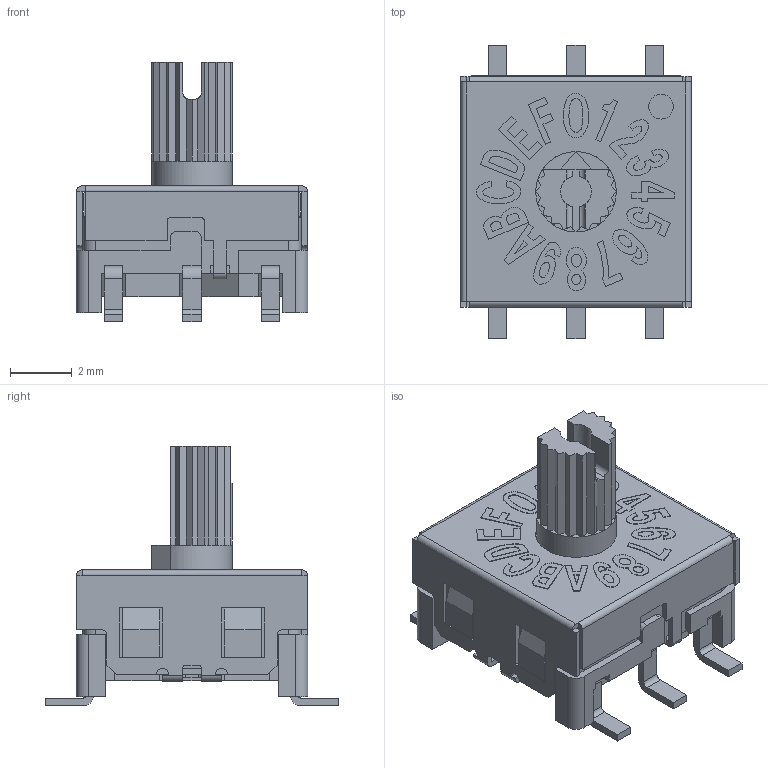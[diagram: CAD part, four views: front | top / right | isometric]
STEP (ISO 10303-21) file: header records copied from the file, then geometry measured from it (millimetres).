
FILE_DESCRIPTION( ( 'STEP AP214' ), '1' );
FILE_NAME( 'SMR8016C-1.stp', '2019-09-04T09:16:34', ( '' ), ( '' ), ' ', 'PARTsolutions', ' ' );
FILE_SCHEMA( ( 'AUTOMOTIVE_DESIGN { 1 0 10303 214 1 1 1 1 }' ) );
Length unit declared in the file: millimetre
Products named in the file (4): SMR8016C-1; _SMR-SMRR-(PCB-2)-body; _SMR-SMRR-Dial-Shaft type-Real code; _SMR-SMRR-Terminal-1
Assembly tree (8 placements, depth 2):
  SMR8016C-1
    _SMR-SMRR-(PCB-2)-body
    _SMR-SMRR-Dial-Shaft type-Real code
    _SMR-SMRR-Terminal-1  x6
Bounding box: 7.5 x 9.5 x 8.4 mm (x, y, z)
Volume: 200.6 mm3; surface area: 501.5 mm2
Topology: 8 solids, 8 shells, 888 faces, 2441 edges, 1597 vertices
Faces by surface type: plane 651, cylinder 237
Full cylindrical faces by diameter (mm): 0.3 x1, 0.8 x1, 2.6 x2
Entity records: 32935 total; most frequent: CARTESIAN_POINT 4639, ORIENTED_EDGE 4572, DIRECTION 4407, EDGE_CURVE 2286, LINE 1831, VECTOR 1831, VERTEX_POINT 1496, AXIS2_PLACEMENT_3D 1288
